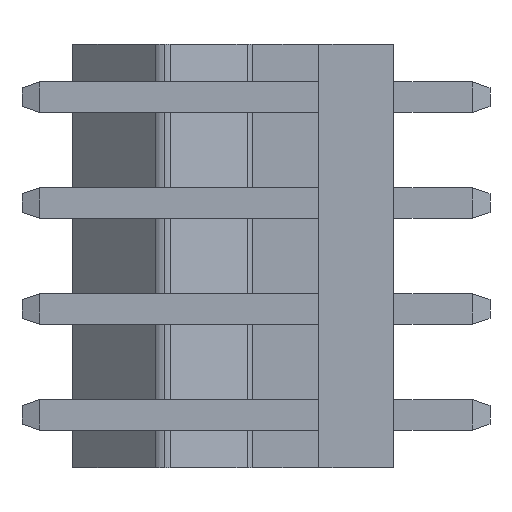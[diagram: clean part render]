
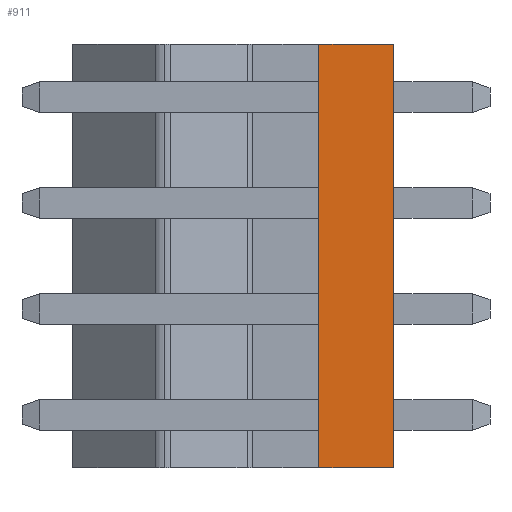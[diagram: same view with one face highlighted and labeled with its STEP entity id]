
A CAD part, left-side view. The second image highlights one B-rep face of the part: STEP entity #911.
In plain terms, the highlighted planar face has unit normal (-1, 0, 0).
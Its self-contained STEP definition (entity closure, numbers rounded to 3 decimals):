
#143=CARTESIAN_POINT('',(0.,0.,-7.92));
#144=VERTEX_POINT('',#143);
#154=CARTESIAN_POINT('',(0.,2.8,-7.92));
#155=VERTEX_POINT('',#154);
#156=CARTESIAN_POINT('',(0.,0.,-7.92));
#157=CARTESIAN_POINT('',(0.,0.56,-7.92));
#158=CARTESIAN_POINT('',(0.,1.12,-7.92));
#159=CARTESIAN_POINT('',(0.,1.68,-7.92));
#160=CARTESIAN_POINT('',(0.,2.24,-7.92));
#161=CARTESIAN_POINT('',(0.,2.8,-7.92));
#162=B_SPLINE_CURVE_WITH_KNOTS('',5,(#156,#157,#158,#159,#160,#161),.UNSPECIFIED.,.F.,.U.,(6,6),(0.,2.8),.UNSPECIFIED.);
#163=EDGE_CURVE('',#144,#155,#162,.T.);
#674=CARTESIAN_POINT('',(0.,0.,7.92));
#675=VERTEX_POINT('',#674);
#685=CARTESIAN_POINT('',(0.,0.,7.92));
#686=CARTESIAN_POINT('',(0.,0.,4.752));
#687=CARTESIAN_POINT('',(0.,0.,1.584));
#688=CARTESIAN_POINT('',(0.,0.,-1.584));
#689=CARTESIAN_POINT('',(0.,0.,-4.752));
#690=CARTESIAN_POINT('',(0.,0.,-7.92));
#691=B_SPLINE_CURVE_WITH_KNOTS('',5,(#685,#686,#687,#688,#689,#690),.UNSPECIFIED.,.F.,.U.,(6,6),(0.,15.84),.UNSPECIFIED.);
#692=EDGE_CURVE('',#675,#144,#691,.T.);
#882=CARTESIAN_POINT('',(0.,1.4,0.));
#883=DIRECTION('',(0.,-1.,0.));
#884=DIRECTION('',(-1.,0.,0.));
#885=AXIS2_PLACEMENT_3D('',#882,#884,#883);
#886=PLANE('',#885);
#887=ORIENTED_EDGE('',*,*,#692,.F.);
#888=CARTESIAN_POINT('',(0.,2.8,7.92));
#889=VERTEX_POINT('',#888);
#890=CARTESIAN_POINT('',(0.,0.,7.92));
#891=CARTESIAN_POINT('',(0.,0.56,7.92));
#892=CARTESIAN_POINT('',(0.,1.12,7.92));
#893=CARTESIAN_POINT('',(0.,1.68,7.92));
#894=CARTESIAN_POINT('',(0.,2.24,7.92));
#895=CARTESIAN_POINT('',(0.,2.8,7.92));
#896=B_SPLINE_CURVE_WITH_KNOTS('',5,(#890,#891,#892,#893,#894,#895),.UNSPECIFIED.,.F.,.U.,(6,6),(0.,2.8),.UNSPECIFIED.);
#897=EDGE_CURVE('',#675,#889,#896,.T.);
#898=ORIENTED_EDGE('',*,*,#897,.T.);
#899=CARTESIAN_POINT('',(0.,2.8,7.92));
#900=CARTESIAN_POINT('',(0.,2.8,4.752));
#901=CARTESIAN_POINT('',(0.,2.8,1.584));
#902=CARTESIAN_POINT('',(0.,2.8,-1.584));
#903=CARTESIAN_POINT('',(0.,2.8,-4.752));
#904=CARTESIAN_POINT('',(0.,2.8,-7.92));
#905=B_SPLINE_CURVE_WITH_KNOTS('',5,(#899,#900,#901,#902,#903,#904),.UNSPECIFIED.,.F.,.U.,(6,6),(0.,15.84),.UNSPECIFIED.);
#906=EDGE_CURVE('',#889,#155,#905,.T.);
#907=ORIENTED_EDGE('',*,*,#906,.T.);
#908=ORIENTED_EDGE('',*,*,#163,.F.);
#909=EDGE_LOOP('',(#887,#898,#907,#908));
#910=FACE_OUTER_BOUND('',#909,.T.);
#911=ADVANCED_FACE('',(#910),#886,.T.);
